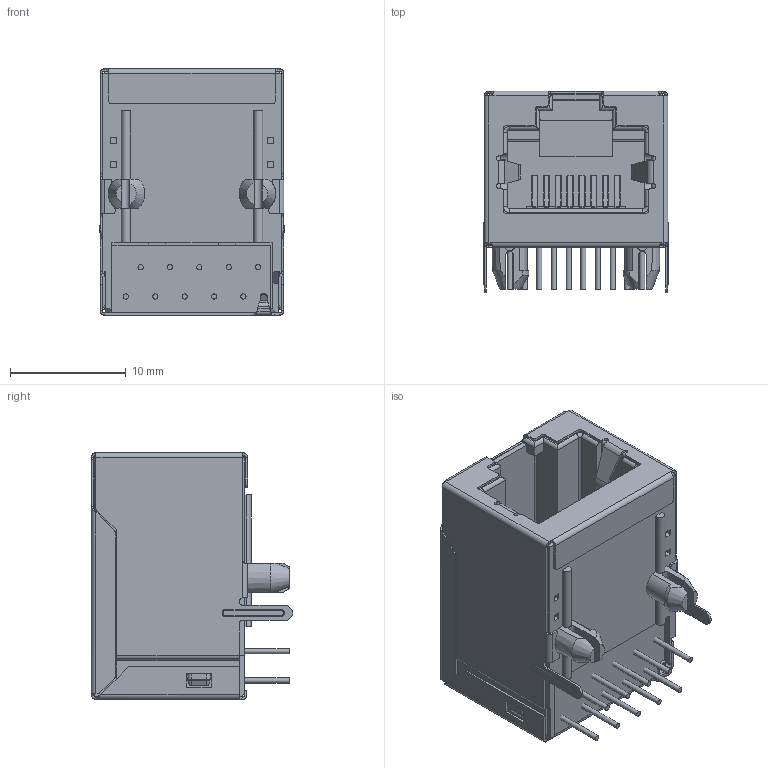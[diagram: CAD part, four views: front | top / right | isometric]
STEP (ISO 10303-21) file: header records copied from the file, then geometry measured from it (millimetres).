
FILE_DESCRIPTION(/* description */ (''),/* implementation_level */ '2;1');
FILE_NAME(/* name */ 'Connector_RJ45_Magjack_Abracon_ARJM11D7-502-NN-EW2.step',/* time_stamp */ '2021-01-16T17:42:53+00:00',/* author */ (''),/* organization */ (''),/* preprocessor_version */ 'ST-DEVELOPER v18.1',/* originating_system */ 'Autodesk Translation Framework v9.7.1.1290',/* authorisation */ '');
FILE_SCHEMA (('AUTOMOTIVE_DESIGN { 1 0 10303 214 3 1 1 }'));
Length unit declared in the file: millimetre
Products named in the file (31): Connector_RJ45_Magjack_Abracon_ARJM11D7-502-NN-EW2; 002_ASM_ASM; 11H_ASSY_SHIELD_ASM_1_ASM_ASM; 11H_ASSEMBLE_BOTTOM_PCB_ASM_2_A_ASM; 11H_HOUSING_MODULE_ASM_1_ASM_ASM; 11H_HOUSING_LED_COVER_ASM_1_ASM_ASM; 11H_HOUSING_LED_ASM_7_ASM_ASM; 11H_HOUSING_1; 11H_MODULE_INSERT_ASM_5_ASM_ASM; 11H_MODULE_PCBA_ASM_3_ASM_ASM; MODULE_11H_ASM_3_ASM_ASM; MODULE_CASE_11H_ASM_9_AF0_ASM_ASM; CP_2_11_ASM_ASM; MANIFOLD_SOLID_BREP_58677; MANIFOLD_SOLID_BREP_58922; MANIFOLD_SOLID_BREP_59167; MANIFOLD_SOLID_BREP_59412; MANIFOLD_SOLID_BREP_59657; RJ_INSERT_ASM_3_ASM_ASM; RJ_INSERT_BASE_3; RJ_TERMINAL_3_ASM_ASM; MANIFOLD_SOLID_BREP_76870; MANIFOLD_SOLID_BREP_77883; MANIFOLD_SOLID_BREP_78896; MANIFOLD_SOLID_BREP_79909; MANIFOLD_SOLID_BREP_80782; MANIFOLD_SOLID_BREP_81655; MANIFOLD_SOLID_BREP_82668; MANIFOLD_SOLID_BREP_83681; 11H_SHIELD_WLED_WOEMI_WG_8_ASM_ASM; MANIFOLD_SOLID_BREP_103969
Assembly tree (31 placements, depth 11):
  Connector_RJ45_Magjack_Abracon_ARJM11D7-502-NN-EW2
    002_ASM_ASM
      11H_ASSY_SHIELD_ASM_1_ASM_ASM
        11H_ASSEMBLE_BOTTOM_PCB_ASM_2_A_ASM
          11H_HOUSING_MODULE_ASM_1_ASM_ASM
            11H_HOUSING_LED_COVER_ASM_1_ASM_ASM
              11H_HOUSING_LED_ASM_7_ASM_ASM
                11H_HOUSING_1
            11H_MODULE_INSERT_ASM_5_ASM_ASM
              11H_MODULE_PCBA_ASM_3_ASM_ASM
                MODULE_11H_ASM_3_ASM_ASM
                  MODULE_CASE_11H_ASM_9_AF0_ASM_ASM
                    CP_2_11_ASM_ASM  x2
              RJ_INSERT_ASM_3_ASM_ASM
                RJ_INSERT_BASE_3
                RJ_TERMINAL_3_ASM_ASM
                  MANIFOLD_SOLID_BREP_76870
                  MANIFOLD_SOLID_BREP_77883
                  MANIFOLD_SOLID_BREP_78896
                  MANIFOLD_SOLID_BREP_79909
                  MANIFOLD_SOLID_BREP_80782
                  MANIFOLD_SOLID_BREP_81655
                  MANIFOLD_SOLID_BREP_82668
                  MANIFOLD_SOLID_BREP_83681
        11H_SHIELD_WLED_WOEMI_WG_8_ASM_ASM
          MANIFOLD_SOLID_BREP_103969
Bounding box: 15.98 x 17.4 x 21.3 mm (x, y, z)
Volume: 2410.3 mm3; surface area: 6614.3 mm2
Topology: 22 solids, 22 shells, 1436 faces, 3697 edges, 2289 vertices
Faces by surface type: plane 1019, cylinder 351, bspline 34, sphere 14, torus 10, cone 8
Full cylindrical faces by diameter (mm): 0.45 x10
Entity records: 44522 total; most frequent: CARTESIAN_POINT 9546, ORIENTED_EDGE 7216, DIRECTION 7068, EDGE_CURVE 3608, LINE 2792, VECTOR 2792, VERTEX_POINT 2239, AXIS2_PLACEMENT_3D 2138
